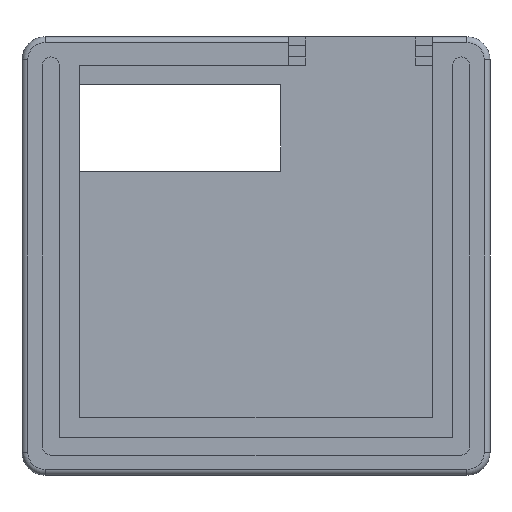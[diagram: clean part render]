
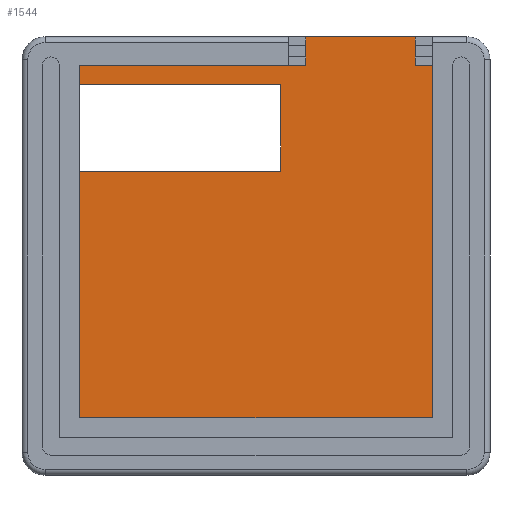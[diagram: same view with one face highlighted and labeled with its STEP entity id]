
A CAD part, front view. The second image highlights one B-rep face of the part: STEP entity #1544.
In plain terms, the highlighted planar face has unit normal (0, -1, 0).
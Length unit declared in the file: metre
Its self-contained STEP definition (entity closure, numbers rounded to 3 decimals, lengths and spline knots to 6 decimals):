
#282=ORIENTED_EDGE('',*,*,#660,.F.);
#283=ORIENTED_EDGE('',*,*,#653,.T.);
#284=ORIENTED_EDGE('',*,*,#707,.T.);
#285=ORIENTED_EDGE('',*,*,#708,.T.);
#286=ORIENTED_EDGE('',*,*,#704,.F.);
#287=ORIENTED_EDGE('',*,*,#656,.T.);
#288=ORIENTED_EDGE('',*,*,#696,.T.);
#289=ORIENTED_EDGE('',*,*,#694,.T.);
#290=ORIENTED_EDGE('',*,*,#677,.F.);
#291=ORIENTED_EDGE('',*,*,#651,.F.);
#651=EDGE_CURVE('',#869,#870,#1001,.T.);
#653=EDGE_CURVE('',#871,#872,#1003,.T.);
#656=EDGE_CURVE('',#874,#873,#1006,.T.);
#660=EDGE_CURVE('',#871,#869,#1010,.T.);
#677=EDGE_CURVE('',#870,#890,#1026,.T.);
#694=EDGE_CURVE('',#904,#890,#1042,.T.);
#696=EDGE_CURVE('',#873,#904,#1044,.T.);
#704=EDGE_CURVE('',#874,#907,#1048,.T.);
#707=EDGE_CURVE('',#872,#908,#1051,.T.);
#708=EDGE_CURVE('',#908,#907,#1052,.T.);
#869=VERTEX_POINT('',#2435);
#870=VERTEX_POINT('',#2437);
#871=VERTEX_POINT('',#2441);
#872=VERTEX_POINT('',#2442);
#873=VERTEX_POINT('',#2445);
#874=VERTEX_POINT('',#2447);
#890=VERTEX_POINT('',#2487);
#904=VERTEX_POINT('',#2519);
#907=VERTEX_POINT('',#2535);
#908=VERTEX_POINT('',#2539);
#1001=LINE('',#2436,#1178);
#1003=LINE('',#2440,#1180);
#1006=LINE('',#2446,#1183);
#1010=LINE('',#2454,#1187);
#1026=LINE('',#2486,#1203);
#1042=LINE('',#2518,#1219);
#1044=LINE('',#2522,#1221);
#1048=LINE('',#2534,#1225);
#1051=LINE('',#2540,#1228);
#1052=LINE('',#2542,#1229);
#1178=VECTOR('',#1938,1.);
#1180=VECTOR('',#1942,1.);
#1183=VECTOR('',#1945,1.);
#1187=VECTOR('',#1951,1.);
#1203=VECTOR('',#1973,1.);
#1219=VECTOR('',#1993,1.);
#1221=VECTOR('',#1997,1.);
#1225=VECTOR('',#2013,1.);
#1228=VECTOR('',#2018,1.);
#1229=VECTOR('',#2021,1.);
#1313=EDGE_LOOP('',(#282,#283,#284,#285,#286,#287,#288,#289,#290,#291));
#1400=FACE_BOUND('',#1313,.T.);
#1483=PLANE('',#1704);
#1544=ADVANCED_FACE('',(#1400),#1483,.T.);
#1704=AXIS2_PLACEMENT_3D('',#2543,#2022,#2023);
#1938=DIRECTION('',(0.,0.,1.));
#1942=DIRECTION('',(0.,0.,-1.));
#1945=DIRECTION('',(0.,0.,-1.));
#1951=DIRECTION('',(1.,0.,0.));
#1973=DIRECTION('',(1.,0.,0.));
#1993=DIRECTION('',(0.,0.,1.));
#1997=DIRECTION('',(1.,0.,0.));
#2013=DIRECTION('',(1.,0.,0.));
#2018=DIRECTION('',(1.,0.,0.));
#2021=DIRECTION('',(0.,0.,-1.));
#2022=DIRECTION('',(0.,-1.,0.));
#2023=DIRECTION('',(1.,0.,0.));
#2435=CARTESIAN_POINT('',(0.006045,-0.003,0.030755));
#2436=CARTESIAN_POINT('',(0.006045,-0.003,0.033255));
#2437=CARTESIAN_POINT('',(0.006045,-0.003,0.035755));
#2440=CARTESIAN_POINT('',(-0.030335,-0.003,-0.009034));
#2441=CARTESIAN_POINT('',(-0.030335,-0.003,0.030755));
#2442=CARTESIAN_POINT('',(-0.030335,-0.003,0.027407));
#2445=CARTESIAN_POINT('',(-0.030335,-0.003,-0.030475));
#2446=CARTESIAN_POINT('',(-0.030335,-0.003,-0.009034));
#2447=CARTESIAN_POINT('',(-0.030335,-0.003,0.012407));
#2454=CARTESIAN_POINT('',(-0.012145,-0.003,0.030755));
#2486=CARTESIAN_POINT('',(-0.017145,-0.003,0.035755));
#2487=CARTESIAN_POINT('',(0.031045,-0.003,0.035755));
#2518=CARTESIAN_POINT('',(0.031045,-0.003,0.033255));
#2519=CARTESIAN_POINT('',(0.031045,-0.003,-0.030475));
#2522=CARTESIAN_POINT('',(0.000355,-0.003,-0.030475));
#2534=CARTESIAN_POINT('',(-0.012835,-0.003,0.012407));
#2535=CARTESIAN_POINT('',(0.004665,-0.003,0.012407));
#2539=CARTESIAN_POINT('',(0.004665,-0.003,0.027407));
#2540=CARTESIAN_POINT('',(-0.012835,-0.003,0.027407));
#2542=CARTESIAN_POINT('',(0.004665,-0.003,0.019907));
#2543=CARTESIAN_POINT('',(0.000355,-0.003,0.00014));
